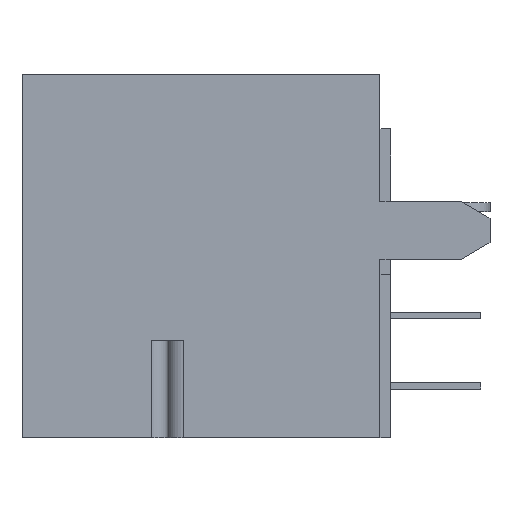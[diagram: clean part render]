
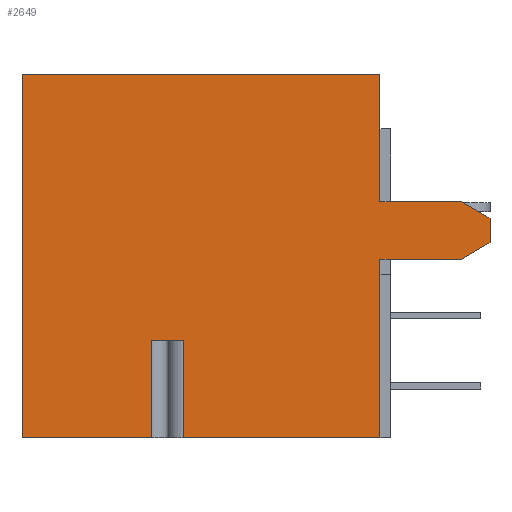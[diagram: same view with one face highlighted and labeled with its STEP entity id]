
A CAD part, left-side view. The second image highlights one B-rep face of the part: STEP entity #2649.
In plain terms, the highlighted planar face has unit normal (-1, 0, 0).
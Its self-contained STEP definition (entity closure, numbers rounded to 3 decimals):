
#2=DIRECTION('',(0.,1.,0.));
#3=VECTOR('',#2,1.148);
#4=CARTESIAN_POINT('',(-7.,0.803,-9.398));
#5=LINE('',#4,#3);
#6=DIRECTION('',(0.,0.,-1.));
#7=VECTOR('',#6,3.429);
#8=CARTESIAN_POINT('',(-7.,1.951,-9.398));
#9=LINE('',#8,#7);
#10=DIRECTION('',(0.,1.,0.));
#11=VECTOR('',#10,4.552);
#12=CARTESIAN_POINT('',(-7.,1.951,-12.827));
#13=LINE('',#12,#11);
#14=DIRECTION('',(0.,0.,1.));
#15=VECTOR('',#14,12.827);
#16=CARTESIAN_POINT('',(-7.,6.502,-12.827));
#17=LINE('',#16,#15);
#18=DIRECTION('',(0.,-1.,0.));
#19=VECTOR('',#18,12.629);
#20=CARTESIAN_POINT('',(-7.,6.502,0.));
#21=LINE('',#20,#19);
#22=DIRECTION('',(0.,1.,0.));
#23=VECTOR('',#22,2.865);
#24=CARTESIAN_POINT('',(-7.,-8.992,-4.496));
#25=LINE('',#24,#23);
#26=DIRECTION('',(0.,0.866,0.5));
#27=VECTOR('',#26,1.173);
#28=CARTESIAN_POINT('',(-7.,-10.008,-5.082));
#29=LINE('',#28,#27);
#30=DIRECTION('',(0.,0.,1.));
#31=VECTOR('',#30,0.859);
#32=CARTESIAN_POINT('',(-7.,-10.008,-5.941));
#33=LINE('',#32,#31);
#34=DIRECTION('',(0.,-0.866,0.5));
#35=VECTOR('',#34,1.173);
#36=CARTESIAN_POINT('',(-7.,-8.992,-6.528));
#37=LINE('',#36,#35);
#38=DIRECTION('',(0.,-1.,0.));
#39=VECTOR('',#38,2.865);
#40=CARTESIAN_POINT('',(-7.,-6.126,-6.528));
#41=LINE('',#40,#39);
#42=DIRECTION('',(0.,1.,0.));
#43=VECTOR('',#42,6.929);
#44=CARTESIAN_POINT('',(-7.,-6.126,-12.827));
#45=LINE('',#44,#43);
#46=DIRECTION('',(0.,0.,-1.));
#47=VECTOR('',#46,3.429);
#48=CARTESIAN_POINT('',(-7.,0.803,-9.398));
#49=LINE('',#48,#47);
#488=DIRECTION('',(0.,0.,1.));
#489=VECTOR('',#488,6.299);
#490=CARTESIAN_POINT('',(-7.,-6.126,-12.827));
#491=LINE('',#490,#489);
#504=DIRECTION('',(0.,0.,1.));
#505=VECTOR('',#504,4.496);
#506=CARTESIAN_POINT('',(-7.,-6.126,-4.496));
#507=LINE('',#506,#505);
#2002=CARTESIAN_POINT('',(-7.,6.502,0.));
#2003=CARTESIAN_POINT('',(-7.,-6.126,0.));
#2004=VERTEX_POINT('',#2002);
#2005=VERTEX_POINT('',#2003);
#2006=CARTESIAN_POINT('',(-7.,6.502,-12.827));
#2007=VERTEX_POINT('',#2006);
#2218=CARTESIAN_POINT('',(-7.,-8.992,-6.528));
#2219=CARTESIAN_POINT('',(-7.,-10.008,-5.941));
#2220=VERTEX_POINT('',#2218);
#2221=VERTEX_POINT('',#2219);
#2222=CARTESIAN_POINT('',(-7.,-10.008,-5.082));
#2223=VERTEX_POINT('',#2222);
#2224=CARTESIAN_POINT('',(-7.,-8.992,-4.496));
#2225=VERTEX_POINT('',#2224);
#2238=CARTESIAN_POINT('',(-7.,-6.126,-4.496));
#2239=VERTEX_POINT('',#2238);
#2240=CARTESIAN_POINT('',(-7.,-6.126,-6.528));
#2241=VERTEX_POINT('',#2240);
#2242=CARTESIAN_POINT('',(-7.,-6.126,-12.827));
#2243=VERTEX_POINT('',#2242);
#2378=CARTESIAN_POINT('',(-7.,0.803,-9.398));
#2379=CARTESIAN_POINT('',(-7.,1.951,-9.398));
#2380=VERTEX_POINT('',#2378);
#2381=VERTEX_POINT('',#2379);
#2382=CARTESIAN_POINT('',(-7.,0.803,-12.827));
#2383=VERTEX_POINT('',#2382);
#2384=CARTESIAN_POINT('',(-7.,1.951,-12.827));
#2385=VERTEX_POINT('',#2384);
#2614=CARTESIAN_POINT('',(-7.,0.,0.));
#2615=DIRECTION('',(1.,0.,0.));
#2616=DIRECTION('',(0.,-1.,0.));
#2617=AXIS2_PLACEMENT_3D('',#2614,#2615,#2616);
#2618=PLANE('',#2617);
#2620=ORIENTED_EDGE('',*,*,#2619,.T.);
#2622=ORIENTED_EDGE('',*,*,#2621,.T.);
#2624=ORIENTED_EDGE('',*,*,#2623,.T.);
#2626=ORIENTED_EDGE('',*,*,#2625,.T.);
#2628=ORIENTED_EDGE('',*,*,#2627,.T.);
#2630=ORIENTED_EDGE('',*,*,#2629,.F.);
#2632=ORIENTED_EDGE('',*,*,#2631,.F.);
#2634=ORIENTED_EDGE('',*,*,#2633,.F.);
#2636=ORIENTED_EDGE('',*,*,#2635,.F.);
#2638=ORIENTED_EDGE('',*,*,#2637,.F.);
#2640=ORIENTED_EDGE('',*,*,#2639,.F.);
#2642=ORIENTED_EDGE('',*,*,#2641,.F.);
#2644=ORIENTED_EDGE('',*,*,#2643,.T.);
#2646=ORIENTED_EDGE('',*,*,#2645,.F.);
#2647=EDGE_LOOP('',(#2620,#2622,#2624,#2626,#2628,#2630,#2632,#2634,#2636,#2638,
#2640,#2642,#2644,#2646));
#2648=FACE_OUTER_BOUND('',#2647,.F.);
#2619=EDGE_CURVE('',#2380,#2381,#5,.T.);
#2621=EDGE_CURVE('',#2381,#2385,#9,.T.);
#2623=EDGE_CURVE('',#2385,#2007,#13,.T.);
#2625=EDGE_CURVE('',#2007,#2004,#17,.T.);
#2627=EDGE_CURVE('',#2004,#2005,#21,.T.);
#2629=EDGE_CURVE('',#2239,#2005,#507,.T.);
#2631=EDGE_CURVE('',#2225,#2239,#25,.T.);
#2633=EDGE_CURVE('',#2223,#2225,#29,.T.);
#2635=EDGE_CURVE('',#2221,#2223,#33,.T.);
#2637=EDGE_CURVE('',#2220,#2221,#37,.T.);
#2639=EDGE_CURVE('',#2241,#2220,#41,.T.);
#2641=EDGE_CURVE('',#2243,#2241,#491,.T.);
#2643=EDGE_CURVE('',#2243,#2383,#45,.T.);
#2645=EDGE_CURVE('',#2380,#2383,#49,.T.);
#2649=ADVANCED_FACE('',(#2648),#2618,.F.);
